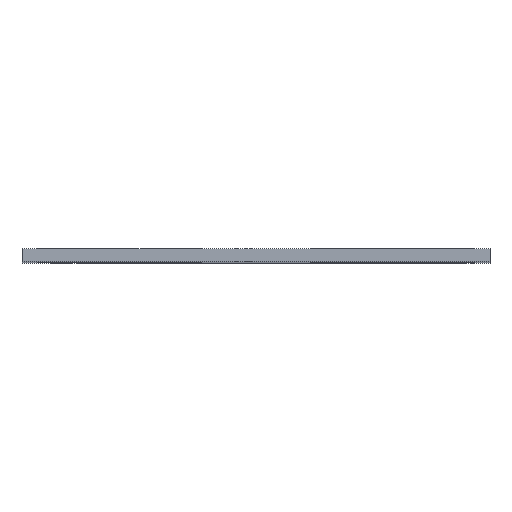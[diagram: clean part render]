
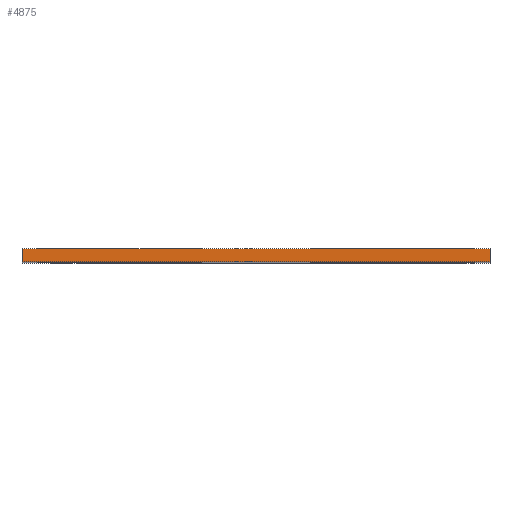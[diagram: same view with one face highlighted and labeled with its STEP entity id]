
A CAD part, top view. The second image highlights one B-rep face of the part: STEP entity #4875.
In plain terms, the highlighted planar face has unit normal (0, 0, 1).
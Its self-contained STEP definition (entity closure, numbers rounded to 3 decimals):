
#388=PLANE('',#5437);
#606=FACE_OUTER_BOUND('',#824,.T.);
#824=EDGE_LOOP('',(#4050,#4051,#4052,#4053));
#1462=LINE('',#8135,#1780);
#1463=LINE('',#8137,#1781);
#1464=LINE('',#8139,#1782);
#1465=LINE('',#8140,#1783);
#1780=VECTOR('',#6837,10.);
#1781=VECTOR('',#6838,10.);
#1782=VECTOR('',#6839,10.);
#1783=VECTOR('',#6840,10.);
#2546=VERTEX_POINT('',#8133);
#2547=VERTEX_POINT('',#8134);
#2548=VERTEX_POINT('',#8136);
#2549=VERTEX_POINT('',#8138);
#3190=EDGE_CURVE('',#2546,#2547,#1462,.T.);
#3191=EDGE_CURVE('',#2547,#2548,#1463,.T.);
#3192=EDGE_CURVE('',#2549,#2548,#1464,.T.);
#3193=EDGE_CURVE('',#2546,#2549,#1465,.T.);
#4050=ORIENTED_EDGE('',*,*,#3190,.T.);
#4051=ORIENTED_EDGE('',*,*,#3191,.T.);
#4052=ORIENTED_EDGE('',*,*,#3192,.F.);
#4053=ORIENTED_EDGE('',*,*,#3193,.F.);
#4875=ADVANCED_FACE('',(#606),#388,.T.);
#5437=AXIS2_PLACEMENT_3D('',#8132,#6835,#6836);
#6835=DIRECTION('center_axis',(0.,0.,1.));
#6836=DIRECTION('ref_axis',(-1.,0.,0.));
#6837=DIRECTION('',(-1.,0.,0.));
#6838=DIRECTION('',(0.,-1.,0.));
#6839=DIRECTION('',(-1.,0.,0.));
#6840=DIRECTION('',(0.,-1.,0.));
#8132=CARTESIAN_POINT('Origin',(73.64,0.,
95.048));
#8133=CARTESIAN_POINT('',(73.64,0.,95.048));
#8134=CARTESIAN_POINT('',(10.14,0.,95.048));
#8135=CARTESIAN_POINT('',(73.64,0.,95.048));
#8136=CARTESIAN_POINT('',(10.14,-1.8,95.048));
#8137=CARTESIAN_POINT('',(10.14,0.,95.048));
#8138=CARTESIAN_POINT('',(73.64,-1.8,95.048));
#8139=CARTESIAN_POINT('',(73.64,-1.8,95.048));
#8140=CARTESIAN_POINT('',(73.64,0.,95.048));
